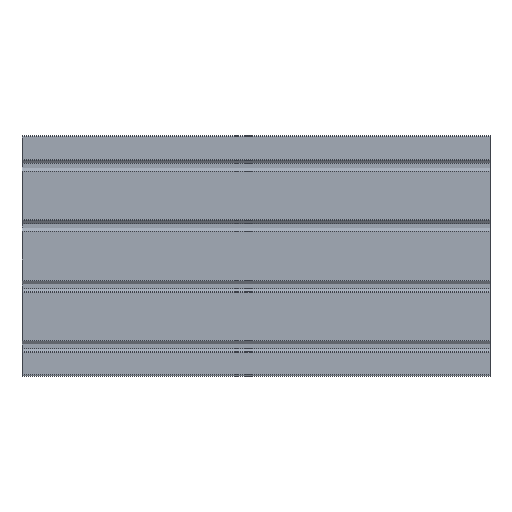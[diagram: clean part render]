
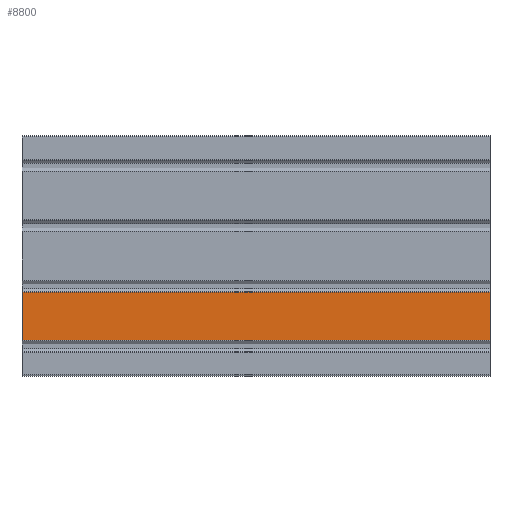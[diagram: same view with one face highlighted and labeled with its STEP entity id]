
A CAD part, top view. The second image highlights one B-rep face of the part: STEP entity #8800.
In plain terms, the highlighted planar face has unit normal (0, 0, 1).
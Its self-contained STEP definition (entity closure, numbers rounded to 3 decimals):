
#44 = PLANE('',#45);
#45 = AXIS2_PLACEMENT_3D('',#46,#47,#48);
#46 = CARTESIAN_POINT('',(-175.,0.,0.));
#47 = DIRECTION('',(1.,0.,0.));
#48 = DIRECTION('',(0.,0.,1.));
#100 = PLANE('',#101);
#101 = AXIS2_PLACEMENT_3D('',#102,#103,#104);
#102 = CARTESIAN_POINT('',(175.,0.,0.));
#103 = DIRECTION('',(1.,0.,0.));
#104 = DIRECTION('',(0.,0.,1.));
#4082 = VERTEX_POINT('',#4083);
#4083 = CARTESIAN_POINT('',(-175.,-26.95,7.5));
#4096 = PLANE('',#4097);
#4097 = AXIS2_PLACEMENT_3D('',#4098,#4099,#4100);
#4098 = CARTESIAN_POINT('',(-200.,-26.95,3.4));
#4099 = DIRECTION('',(0.,-1.,0.));
#4100 = DIRECTION('',(0.,0.,1.));
#4107 = EDGE_CURVE('',#4108,#4082,#4110,.T.);
#4108 = VERTEX_POINT('',#4109);
#4109 = CARTESIAN_POINT('',(-175.,-63.05,7.5));
#4110 = SURFACE_CURVE('',#4111,(#4115,#4122),.PCURVE_S1.);
#4111 = LINE('',#4112,#4113);
#4112 = CARTESIAN_POINT('',(-175.,-90.,7.5));
#4113 = VECTOR('',#4114,1.);
#4114 = DIRECTION('',(0.,1.,0.));
#4115 = PCURVE('',#44,#4116);
#4116 = DEFINITIONAL_REPRESENTATION('',(#4117),#4121);
#4117 = LINE('',#4118,#4119);
#4118 = CARTESIAN_POINT('',(7.5,90.));
#4119 = VECTOR('',#4120,1.);
#4120 = DIRECTION('',(0.,-1.));
#4121 = ( GEOMETRIC_REPRESENTATION_CONTEXT(2) 
PARAMETRIC_REPRESENTATION_CONTEXT() REPRESENTATION_CONTEXT('2D SPACE',''
  ) );
#4122 = PCURVE('',#4123,#4128);
#4123 = PLANE('',#4124);
#4124 = AXIS2_PLACEMENT_3D('',#4125,#4126,#4127);
#4125 = CARTESIAN_POINT('',(-175.,-90.,7.5));
#4126 = DIRECTION('',(0.,0.,1.));
#4127 = DIRECTION('',(0.,1.,0.));
#4128 = DEFINITIONAL_REPRESENTATION('',(#4129),#4133);
#4129 = LINE('',#4130,#4131);
#4130 = CARTESIAN_POINT('',(0.,0.));
#4131 = VECTOR('',#4132,1.);
#4132 = DIRECTION('',(1.,0.));
#4133 = ( GEOMETRIC_REPRESENTATION_CONTEXT(2) 
PARAMETRIC_REPRESENTATION_CONTEXT() REPRESENTATION_CONTEXT('2D SPACE',''
  ) );
#4150 = PLANE('',#4151);
#4151 = AXIS2_PLACEMENT_3D('',#4152,#4153,#4154);
#4152 = CARTESIAN_POINT('',(-200.,-63.05,8.));
#4153 = DIRECTION('',(0.,1.,0.));
#4154 = DIRECTION('',(0.,0.,-1.));
#7870 = VERTEX_POINT('',#7871);
#7871 = CARTESIAN_POINT('',(175.,-26.95,7.5));
#7890 = EDGE_CURVE('',#7891,#7870,#7893,.T.);
#7891 = VERTEX_POINT('',#7892);
#7892 = CARTESIAN_POINT('',(175.,-63.05,7.5));
#7893 = SURFACE_CURVE('',#7894,(#7898,#7905),.PCURVE_S1.);
#7894 = LINE('',#7895,#7896);
#7895 = CARTESIAN_POINT('',(175.,-90.,7.5));
#7896 = VECTOR('',#7897,1.);
#7897 = DIRECTION('',(0.,1.,0.));
#7898 = PCURVE('',#100,#7899);
#7899 = DEFINITIONAL_REPRESENTATION('',(#7900),#7904);
#7900 = LINE('',#7901,#7902);
#7901 = CARTESIAN_POINT('',(7.5,90.));
#7902 = VECTOR('',#7903,1.);
#7903 = DIRECTION('',(0.,-1.));
#7904 = ( GEOMETRIC_REPRESENTATION_CONTEXT(2) 
PARAMETRIC_REPRESENTATION_CONTEXT() REPRESENTATION_CONTEXT('2D SPACE',''
  ) );
#7905 = PCURVE('',#4123,#7906);
#7906 = DEFINITIONAL_REPRESENTATION('',(#7907),#7911);
#7907 = LINE('',#7908,#7909);
#7908 = CARTESIAN_POINT('',(0.,-350.));
#7909 = VECTOR('',#7910,1.);
#7910 = DIRECTION('',(1.,0.));
#7911 = ( GEOMETRIC_REPRESENTATION_CONTEXT(2) 
PARAMETRIC_REPRESENTATION_CONTEXT() REPRESENTATION_CONTEXT('2D SPACE',''
  ) );
#8781 = EDGE_CURVE('',#7891,#4108,#8782,.T.);
#8782 = SURFACE_CURVE('',#8783,(#8787,#8793),.PCURVE_S1.);
#8783 = LINE('',#8784,#8785);
#8784 = CARTESIAN_POINT('',(-187.5,-63.05,7.5));
#8785 = VECTOR('',#8786,1.);
#8786 = DIRECTION('',(-1.,0.,0.));
#8787 = PCURVE('',#4150,#8788);
#8788 = DEFINITIONAL_REPRESENTATION('',(#8789),#8792);
#8789 = B_SPLINE_CURVE_WITH_KNOTS('',1,(#8790,#8791),.UNSPECIFIED.,.F.,
  .F.,(2,2),(-362.5,-12.5),.PIECEWISE_BEZIER_KNOTS.);
#8790 = CARTESIAN_POINT('',(0.5,-375.));
#8791 = CARTESIAN_POINT('',(0.5,-25.));
#8792 = ( GEOMETRIC_REPRESENTATION_CONTEXT(2) 
PARAMETRIC_REPRESENTATION_CONTEXT() REPRESENTATION_CONTEXT('2D SPACE',''
  ) );
#8793 = PCURVE('',#4123,#8794);
#8794 = DEFINITIONAL_REPRESENTATION('',(#8795),#8798);
#8795 = B_SPLINE_CURVE_WITH_KNOTS('',1,(#8796,#8797),.UNSPECIFIED.,.F.,
  .F.,(2,2),(-362.5,-12.5),.PIECEWISE_BEZIER_KNOTS.);
#8796 = CARTESIAN_POINT('',(26.95,-350.));
#8797 = CARTESIAN_POINT('',(26.95,0.));
#8798 = ( GEOMETRIC_REPRESENTATION_CONTEXT(2) 
PARAMETRIC_REPRESENTATION_CONTEXT() REPRESENTATION_CONTEXT('2D SPACE',''
  ) );
#8800 = ADVANCED_FACE('',(#8801),#4123,.T.);
#8801 = FACE_BOUND('',#8802,.T.);
#8802 = EDGE_LOOP('',(#8803,#8804,#8805,#8806));
#8803 = ORIENTED_EDGE('',*,*,#4107,.F.);
#8804 = ORIENTED_EDGE('',*,*,#8781,.F.);
#8805 = ORIENTED_EDGE('',*,*,#7890,.T.);
#8806 = ORIENTED_EDGE('',*,*,#8807,.F.);
#8807 = EDGE_CURVE('',#4082,#7870,#8808,.T.);
#8808 = SURFACE_CURVE('',#8809,(#8813,#8819),.PCURVE_S1.);
#8809 = LINE('',#8810,#8811);
#8810 = CARTESIAN_POINT('',(-187.5,-26.95,7.5));
#8811 = VECTOR('',#8812,1.);
#8812 = DIRECTION('',(1.,0.,0.));
#8813 = PCURVE('',#4123,#8814);
#8814 = DEFINITIONAL_REPRESENTATION('',(#8815),#8818);
#8815 = B_SPLINE_CURVE_WITH_KNOTS('',1,(#8816,#8817),.UNSPECIFIED.,.F.,
  .F.,(2,2),(12.5,362.5),.PIECEWISE_BEZIER_KNOTS.);
#8816 = CARTESIAN_POINT('',(63.05,0.));
#8817 = CARTESIAN_POINT('',(63.05,-350.));
#8818 = ( GEOMETRIC_REPRESENTATION_CONTEXT(2) 
PARAMETRIC_REPRESENTATION_CONTEXT() REPRESENTATION_CONTEXT('2D SPACE',''
  ) );
#8819 = PCURVE('',#4096,#8820);
#8820 = DEFINITIONAL_REPRESENTATION('',(#8821),#8824);
#8821 = B_SPLINE_CURVE_WITH_KNOTS('',1,(#8822,#8823),.UNSPECIFIED.,.F.,
  .F.,(2,2),(12.5,362.5),.PIECEWISE_BEZIER_KNOTS.);
#8822 = CARTESIAN_POINT('',(4.1,-25.));
#8823 = CARTESIAN_POINT('',(4.1,-375.));
#8824 = ( GEOMETRIC_REPRESENTATION_CONTEXT(2) 
PARAMETRIC_REPRESENTATION_CONTEXT() REPRESENTATION_CONTEXT('2D SPACE',''
  ) );
